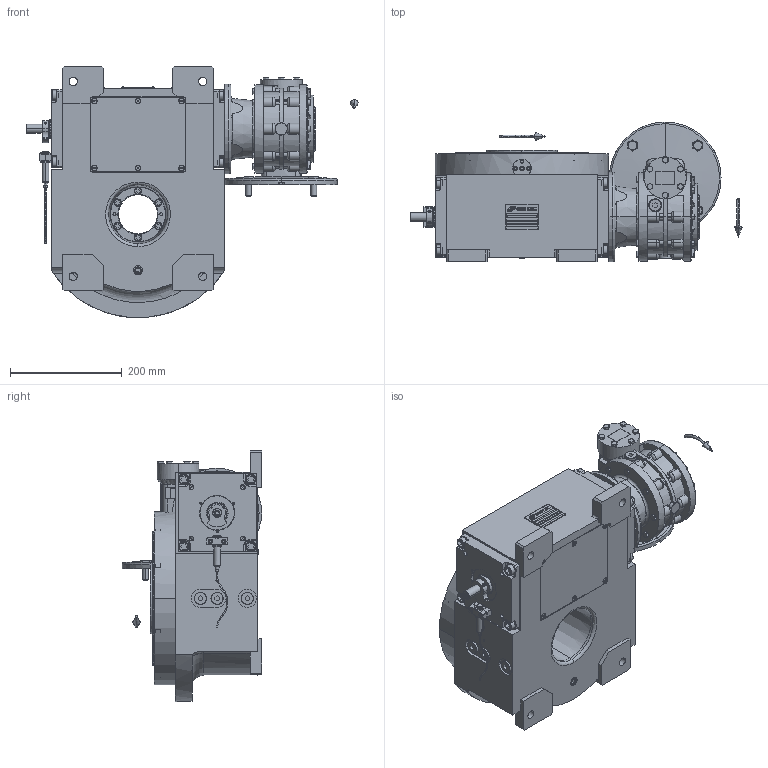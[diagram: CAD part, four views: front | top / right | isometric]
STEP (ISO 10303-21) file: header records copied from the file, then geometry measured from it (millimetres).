
FILE_DESCRIPTION (( 'STEP AP214' ), '1' );
FILE_NAME ('PC5200420.step', '2024-06-24T09:17:53', ( '' ), ( '' ), 'SwSTEP 2.0', 'SolidWorks 2020', '' );
FILE_SCHEMA (( 'AUTOMOTIVE_DESIGN' ));
Length unit declared in the file: millimetre
Products named in the file (89): RIG09_005_ASM.stp; PC5200420; cfn2000_01_099; AS_rig09_002_s_003; RIG09_021_AF0.stp; RMI70_F3_DX_80B5; cfn2205_01_015; cfn2003_01_054; rig09_004; cfn2000_01_081; AS_rig09_017; freccia_angolare; AS_rig09_004; CFN2223_02_004.stp; cfn2010_01_015.prt; CFN2010_02_002.stp; freccia_angolare_albero; AS_rig09_071_12_m; rig09_001_a_s_011; cfn2400_04_003; cfn2155_01_196; cfn2104_01_018; RIG09_005_AF0.stp; cfn2155_01_095; CFN2000_01_185.stp; olio_agip_blasia_150; cfn2107_01_001; cfn2476_01_002_60x46; AS_rig09_016; cfn2128_19_002; cfn2000_01_126; AS_900_38_11_06_4; cfn2070_05_009; cfn2151_01_170; CFN2155_01_195.stp; AS_900_38_30_003; cfn2115_02_057; cfn2151_01_115; CFN2203_02_002.stp; rig09_002_s_003 ...
Assembly tree (78 placements, depth 5):
  PC5200420
    rig09_001_a_s_011
    AS_cfn2476_01_002_60x46
      cfn2476_01_002_60x46
      cfn2107_01_001
      cfn2107_01_001
    AS_rig09_071_12_m
      rig09_071_12_m.stp
        RIG09_005_ASM.stp
          RIG09_005_AF0.stp
          RIG09_021_AF0.stp
          CFN2000_01_185.stp
          CFN2000_01_185.stp
          CFN2104_02_018.stp
        CFN2155_01_195.stp
        CFN2010_02_002.stp
      rig09_003_12
      cfn2000_01_099
      cfn2000_01_099
      cfn2000_01_099
      cfn2000_01_099
      cfn2000_01_099
      cfn2000_01_099
      cfn2000_01_099
      cfn2000_01_099
      cfn2104_01_018  x2
    AS_rig09_017
      rig09_017
      cfn2000_01_126
      cfn2000_01_126
      cfn2000_01_126
      cfn2000_01_126
      cfn2000_01_126
      cfn2000_01_126
      cfn2155_01_196
    AS_rig09_004
      rig09_004
      cfn2000_01_081
      cfn2155_01_095
      cfn2070_05_009
      cfn2000_01_081
      cfn2000_01_081
      cfn2000_01_081
    AS_rig09_004
      rig09_004
      cfn2000_01_081
      cfn2155_01_095
      cfn2070_05_009
      cfn2000_01_081
      cfn2000_01_081
      cfn2000_01_081
    AS_rig09_002_s_003
      rig09_002_s_003
      cfn2115_02_160
    cfn2128_04_002  x3
    cfn2128_19_002
    AS_rig09_016
      rig09_016
      cfn2003_01_054
      cfn2003_01_054
Bounding box: 594.5 x 250 x 450 mm (x, y, z)
Volume: 6627332 mm3; surface area: 1633532.8 mm2
Topology: 68 solids, 70 shells, 3742 faces, 9390 edges, 5984 vertices
Faces by surface type: plane 1783, cylinder 1106, cone 575, torus 262, bspline 12, sphere 4
Entity records: 133608 total; most frequent: CARTESIAN_POINT 42690, ORIENTED_EDGE 18310, DIRECTION 18117, EDGE_CURVE 9157, AXIS2_PLACEMENT_3D 6650, VERTEX_POINT 5898, VECTOR 4817, LINE 4817
